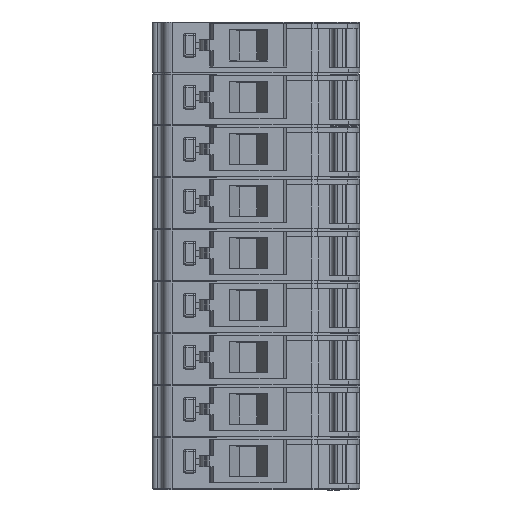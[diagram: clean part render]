
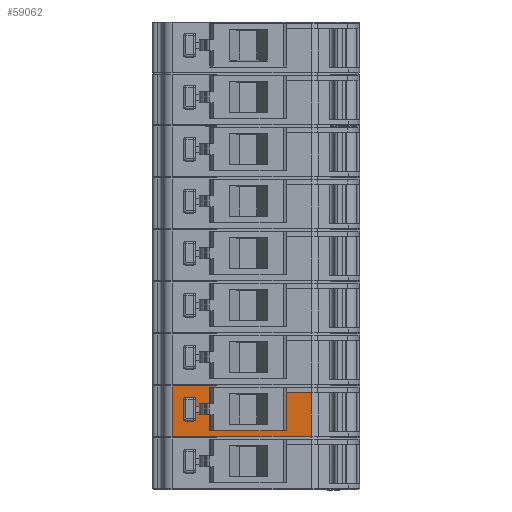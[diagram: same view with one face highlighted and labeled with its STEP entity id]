
A CAD part, front view. The second image highlights one B-rep face of the part: STEP entity #59062.
In plain terms, the highlighted planar face has unit normal (0, -1, 0).
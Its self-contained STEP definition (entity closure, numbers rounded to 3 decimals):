
#383 = ORIENTED_EDGE ( 'NONE', *, *, #6820, .F. ) ;
#805 = CARTESIAN_POINT ( 'NONE',  ( -36.379, 13.714, -26.913 ) ) ;
#1905 = LINE ( 'NONE', #27350, #22605 ) ;
#2311 = CARTESIAN_POINT ( 'NONE',  ( -36.379, 13.714, -22.513 ) ) ;
#2780 = ORIENTED_EDGE ( 'NONE', *, *, #14033, .F. ) ;
#4563 = ORIENTED_EDGE ( 'NONE', *, *, #74385, .F. ) ;
#4708 = CARTESIAN_POINT ( 'NONE',  ( -45.872, 13.714, -27.063 ) ) ;
#5026 = EDGE_CURVE ( 'NONE', #35215, #38053, #47001, .T. ) ;
#5129 = VERTEX_POINT ( 'NONE', #49630 ) ;
#5271 = EDGE_CURVE ( 'NONE', #25899, #54711, #39752, .T. ) ;
#6820 = EDGE_CURVE ( 'NONE', #64462, #84610, #28125, .T. ) ;
#7649 = CARTESIAN_POINT ( 'NONE',  ( -46.522, 13.714, -22.013 ) ) ;
#8909 = CARTESIAN_POINT ( 'NONE',  ( -36.379, 13.714, -22.513 ) ) ;
#9954 = VECTOR ( 'NONE', #28343, 1000. ) ;
#10130 = EDGE_CURVE ( 'NONE', #84610, #61633, #66765, .T. ) ;
#10493 = ORIENTED_EDGE ( 'NONE', *, *, #25521, .F. ) ;
#11668 = LINE ( 'NONE', #30944, #56955 ) ;
#12251 = LINE ( 'NONE', #48735, #58516 ) ;
#13266 = LINE ( 'NONE', #48876, #84286 ) ;
#13718 = LINE ( 'NONE', #56770, #53805 ) ;
#14033 = EDGE_CURVE ( 'NONE', #54711, #28185, #74319, .T. ) ;
#16641 = CARTESIAN_POINT ( 'NONE',  ( -48.234, 13.714, -24.863 ) ) ;
#19425 = FACE_OUTER_BOUND ( 'NONE', #27788, .T. ) ;
#21097 = ORIENTED_EDGE ( 'NONE', *, *, #26023, .F. ) ;
#21813 = CARTESIAN_POINT ( 'NONE',  ( -36.379, 13.714, -21.913 ) ) ;
#22386 = CARTESIAN_POINT ( 'NONE',  ( -50.276, 13.714, -26.913 ) ) ;
#22605 = VECTOR ( 'NONE', #53509, 1000. ) ;
#22677 = CARTESIAN_POINT ( 'NONE',  ( -36.379, 13.714, -21.913 ) ) ;
#23883 = VERTEX_POINT ( 'NONE', #61170 ) ;
#24222 = ORIENTED_EDGE ( 'NONE', *, *, #10130, .F. ) ;
#24227 = ORIENTED_EDGE ( 'NONE', *, *, #38097, .F. ) ;
#24516 = AXIS2_PLACEMENT_3D ( 'NONE', #21813, #67782, #81630 ) ;
#25521 = EDGE_CURVE ( 'NONE', #39488, #25899, #13718, .T. ) ;
#25899 = VERTEX_POINT ( 'NONE', #34806 ) ;
#25962 = LINE ( 'NONE', #47948, #50633 ) ;
#26023 = EDGE_CURVE ( 'NONE', #5129, #64308, #33148, .T. ) ;
#26629 = CARTESIAN_POINT ( 'NONE',  ( -38.822, 13.714, -22.513 ) ) ;
#27350 = CARTESIAN_POINT ( 'NONE',  ( -50.276, 13.714, -21.913 ) ) ;
#27788 = EDGE_LOOP ( 'NONE', ( #61871, #2780, #51948, #10493, #82629, #4563, #32793, #24222, #383, #82561 ) ) ;
#28125 = LINE ( 'NONE', #29220, #51784 ) ;
#28185 = VERTEX_POINT ( 'NONE', #7649 ) ;
#28343 = DIRECTION ( 'NONE',  ( 0., 0., 1. ) ) ;
#29220 = CARTESIAN_POINT ( 'NONE',  ( -38.822, 13.714, -21.913 ) ) ;
#29737 = DIRECTION ( 'NONE',  ( 0., 0., -1. ) ) ;
#30944 = CARTESIAN_POINT ( 'NONE',  ( -36.379, 13.714, -23.463 ) ) ;
#31353 = ORIENTED_EDGE ( 'NONE', *, *, #71372, .F. ) ;
#32381 = EDGE_LOOP ( 'NONE', ( #37271, #31353, #21097, #24227 ) ) ;
#32793 = ORIENTED_EDGE ( 'NONE', *, *, #71776, .F. ) ;
#33148 = LINE ( 'NONE', #35439, #73317 ) ;
#33213 = DIRECTION ( 'NONE',  ( -1., 0., 0. ) ) ;
#33513 = CARTESIAN_POINT ( 'NONE',  ( -48.834, 13.714, -24.863 ) ) ;
#34425 = EDGE_CURVE ( 'NONE', #23883, #64462, #69877, .T. ) ;
#34609 = VECTOR ( 'NONE', #37780, 1000. ) ;
#34685 = EDGE_CURVE ( 'NONE', #28185, #23883, #12251, .T. ) ;
#34806 = CARTESIAN_POINT ( 'NONE',  ( -45.872, 13.714, -21.863 ) ) ;
#34837 = DIRECTION ( 'NONE',  ( 1., 0., 0. ) ) ;
#35215 = VERTEX_POINT ( 'NONE', #16641 ) ;
#35439 = CARTESIAN_POINT ( 'NONE',  ( -48.834, 13.714, -21.913 ) ) ;
#36236 = CARTESIAN_POINT ( 'NONE',  ( -36.379, 13.714, -22.013 ) ) ;
#36946 = CARTESIAN_POINT ( 'NONE',  ( -48.234, 13.714, -23.463 ) ) ;
#37271 = ORIENTED_EDGE ( 'NONE', *, *, #5026, .F. ) ;
#37780 = DIRECTION ( 'NONE',  ( 0., 0., -1. ) ) ;
#38053 = VERTEX_POINT ( 'NONE', #36946 ) ;
#38097 = EDGE_CURVE ( 'NONE', #38053, #5129, #11668, .T. ) ;
#39488 = VERTEX_POINT ( 'NONE', #54597 ) ;
#39752 = LINE ( 'NONE', #4708, #34609 ) ;
#41013 = VECTOR ( 'NONE', #34837, 1000. ) ;
#41613 = DIRECTION ( 'NONE',  ( 0., 0., 1. ) ) ;
#43006 = LINE ( 'NONE', #22677, #54347 ) ;
#44496 = VECTOR ( 'NONE', #75982, 1000. ) ;
#46666 = VERTEX_POINT ( 'NONE', #22386 ) ;
#47001 = LINE ( 'NONE', #47924, #9954 ) ;
#47924 = CARTESIAN_POINT ( 'NONE',  ( -48.234, 13.714, -21.913 ) ) ;
#47948 = CARTESIAN_POINT ( 'NONE',  ( -36.379, 13.714, -26.913 ) ) ;
#48735 = CARTESIAN_POINT ( 'NONE',  ( -46.522, 13.714, -21.913 ) ) ;
#48876 = CARTESIAN_POINT ( 'NONE',  ( -36.379, 13.714, -24.863 ) ) ;
#49630 = CARTESIAN_POINT ( 'NONE',  ( -48.834, 13.714, -23.463 ) ) ;
#50633 = VECTOR ( 'NONE', #61430, 1000. ) ;
#50948 = VERTEX_POINT ( 'NONE', #805 ) ;
#51784 = VECTOR ( 'NONE', #41613, 1000. ) ;
#51948 = ORIENTED_EDGE ( 'NONE', *, *, #5271, .F. ) ;
#52325 = VECTOR ( 'NONE', #58544, 1000. ) ;
#53509 = DIRECTION ( 'NONE',  ( 0., 0., 1. ) ) ;
#53805 = VECTOR ( 'NONE', #83812, 1000. ) ;
#54347 = VECTOR ( 'NONE', #68658, 1000. ) ;
#54597 = CARTESIAN_POINT ( 'NONE',  ( -50.276, 13.714, -21.863 ) ) ;
#54711 = VERTEX_POINT ( 'NONE', #83978 ) ;
#56770 = CARTESIAN_POINT ( 'NONE',  ( -33.229, 13.714, -21.863 ) ) ;
#56955 = VECTOR ( 'NONE', #33213, 1000. ) ;
#58516 = VECTOR ( 'NONE', #29737, 1000. ) ;
#58544 = DIRECTION ( 'NONE',  ( 1., 0., 0. ) ) ;
#59062 = ADVANCED_FACE ( 'NONE', ( #19425, #62661 ), #68631, .F. ) ;
#61170 = CARTESIAN_POINT ( 'NONE',  ( -46.522, 13.714, -26.363 ) ) ;
#61430 = DIRECTION ( 'NONE',  ( -1., 0., 0. ) ) ;
#61633 = VERTEX_POINT ( 'NONE', #8909 ) ;
#61871 = ORIENTED_EDGE ( 'NONE', *, *, #34685, .F. ) ;
#62103 = DIRECTION ( 'NONE',  ( 1., 0., 0. ) ) ;
#62661 = FACE_BOUND ( 'NONE', #32381, .T. ) ;
#64308 = VERTEX_POINT ( 'NONE', #33513 ) ;
#64462 = VERTEX_POINT ( 'NONE', #82720 ) ;
#66765 = LINE ( 'NONE', #2311, #41013 ) ;
#67782 = DIRECTION ( 'NONE',  ( 0., 1., 0. ) ) ;
#68631 = PLANE ( 'NONE',  #24516 ) ;
#68658 = DIRECTION ( 'NONE',  ( 0., 0., -1. ) ) ;
#69877 = LINE ( 'NONE', #84530, #52325 ) ;
#71175 = EDGE_CURVE ( 'NONE', #46666, #39488, #1905, .T. ) ;
#71372 = EDGE_CURVE ( 'NONE', #64308, #35215, #13266, .T. ) ;
#71776 = EDGE_CURVE ( 'NONE', #61633, #50948, #43006, .T. ) ;
#73317 = VECTOR ( 'NONE', #80396, 1000. ) ;
#74319 = LINE ( 'NONE', #36236, #44496 ) ;
#74385 = EDGE_CURVE ( 'NONE', #50948, #46666, #25962, .T. ) ;
#75982 = DIRECTION ( 'NONE',  ( -1., 0., 0. ) ) ;
#80396 = DIRECTION ( 'NONE',  ( 0., 0., -1. ) ) ;
#81630 = DIRECTION ( 'NONE',  ( -1., 0., 0. ) ) ;
#82561 = ORIENTED_EDGE ( 'NONE', *, *, #34425, .F. ) ;
#82629 = ORIENTED_EDGE ( 'NONE', *, *, #71175, .F. ) ;
#82720 = CARTESIAN_POINT ( 'NONE',  ( -38.822, 13.714, -26.363 ) ) ;
#83812 = DIRECTION ( 'NONE',  ( 1., 0., 0. ) ) ;
#83978 = CARTESIAN_POINT ( 'NONE',  ( -45.872, 13.714, -22.013 ) ) ;
#84286 = VECTOR ( 'NONE', #62103, 1000. ) ;
#84530 = CARTESIAN_POINT ( 'NONE',  ( -36.379, 13.714, -26.363 ) ) ;
#84610 = VERTEX_POINT ( 'NONE', #26629 ) ;
